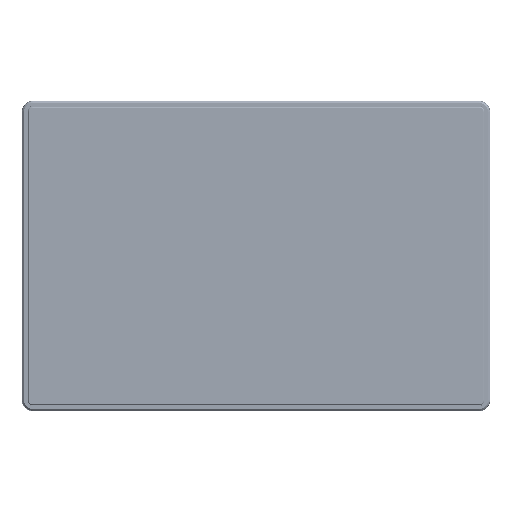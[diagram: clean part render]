
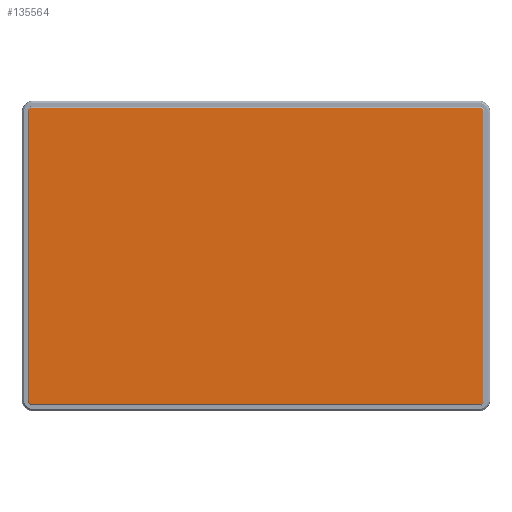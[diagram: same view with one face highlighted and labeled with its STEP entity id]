
A CAD part, front view. The second image highlights one B-rep face of the part: STEP entity #135564.
In plain terms, the highlighted face is planar.
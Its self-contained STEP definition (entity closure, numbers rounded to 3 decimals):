
#766 = CARTESIAN_POINT ( 'NONE',  ( 89., 2., -57.5 ) ) ;
#2807 = CARTESIAN_POINT ( 'NONE',  ( -89., 2., 57.5 ) ) ;
#8798 = CARTESIAN_POINT ( 'NONE',  ( -89., 2., -59.2 ) ) ;
#10570 = DIRECTION ( 'NONE',  ( 0., 1., 0. ) ) ;
#13427 = AXIS2_PLACEMENT_3D ( 'NONE', #766, #10570, #56484 ) ;
#21620 = CARTESIAN_POINT ( 'NONE',  ( 90.7, 2., -57.5 ) ) ;
#22024 = EDGE_CURVE ( 'NONE', #136832, #84154, #95005, .T. ) ;
#23361 = ORIENTED_EDGE ( 'NONE', *, *, #48623, .T. ) ;
#25452 = CIRCLE ( 'NONE', #13427, 1.7 ) ;
#26526 = CARTESIAN_POINT ( 'NONE',  ( 89., 2., 57.5 ) ) ;
#26687 = EDGE_CURVE ( 'NONE', #130916, #40657, #25452, .T. ) ;
#28259 = VECTOR ( 'NONE', #98158, 1000. ) ;
#28756 = VECTOR ( 'NONE', #54749, 1000. ) ;
#33185 = DIRECTION ( 'NONE',  ( 0., 1., 0. ) ) ;
#34874 = AXIS2_PLACEMENT_3D ( 'NONE', #2807, #139777, #137542 ) ;
#35159 = CARTESIAN_POINT ( 'NONE',  ( -90.7, 2., 57.5 ) ) ;
#40657 = VERTEX_POINT ( 'NONE', #76052 ) ;
#41464 = DIRECTION ( 'NONE',  ( 0., 1., 0. ) ) ;
#48623 = EDGE_CURVE ( 'NONE', #144362, #130916, #66046, .T. ) ;
#54389 = ORIENTED_EDGE ( 'NONE', *, *, #22024, .T. ) ;
#54749 = DIRECTION ( 'NONE',  ( 0., 0., -1. ) ) ;
#54889 = EDGE_CURVE ( 'NONE', #84154, #87675, #109444, .T. ) ;
#55774 = CARTESIAN_POINT ( 'NONE',  ( 89., 2., 57.5 ) ) ;
#56484 = DIRECTION ( 'NONE',  ( 0., 0., 1. ) ) ;
#56517 = DIRECTION ( 'NONE',  ( 0., 0., 1. ) ) ;
#61756 = ORIENTED_EDGE ( 'NONE', *, *, #144632, .T. ) ;
#64053 = DIRECTION ( 'NONE',  ( 0., 0., 1. ) ) ;
#64282 = CARTESIAN_POINT ( 'NONE',  ( 89., 2., 59.2 ) ) ;
#64475 = VERTEX_POINT ( 'NONE', #8798 ) ;
#66046 = LINE ( 'NONE', #21620, #28756 ) ;
#66765 = VECTOR ( 'NONE', #103655, 1000. ) ;
#71674 = EDGE_CURVE ( 'NONE', #64475, #95645, #109914, .T. ) ;
#73174 = DIRECTION ( 'NONE',  ( 0., 0., 1. ) ) ;
#76052 = CARTESIAN_POINT ( 'NONE',  ( 89., 2., -59.2 ) ) ;
#77409 = AXIS2_PLACEMENT_3D ( 'NONE', #55774, #33185, #56517 ) ;
#79592 = LINE ( 'NONE', #35159, #66765 ) ;
#80349 = VECTOR ( 'NONE', #139854, 1000. ) ;
#82248 = DIRECTION ( 'NONE',  ( 0., 1., 0. ) ) ;
#83721 = FACE_OUTER_BOUND ( 'NONE', #115660, .T. ) ;
#84154 = VERTEX_POINT ( 'NONE', #128419 ) ;
#84298 = CARTESIAN_POINT ( 'NONE',  ( -90.7, 2., 57.5 ) ) ;
#87488 = CARTESIAN_POINT ( 'NONE',  ( 89., 2., 59.2 ) ) ;
#87675 = VERTEX_POINT ( 'NONE', #87488 ) ;
#88536 = ORIENTED_EDGE ( 'NONE', *, *, #71674, .T. ) ;
#91592 = EDGE_CURVE ( 'NONE', #95645, #136832, #79592, .T. ) ;
#95005 = CIRCLE ( 'NONE', #34874, 1.7 ) ;
#95645 = VERTEX_POINT ( 'NONE', #121183 ) ;
#97178 = CARTESIAN_POINT ( 'NONE',  ( -89., 2., -57.5 ) ) ;
#98158 = DIRECTION ( 'NONE',  ( 1., 0., 0. ) ) ;
#100091 = AXIS2_PLACEMENT_3D ( 'NONE', #26526, #82248, #73174 ) ;
#103655 = DIRECTION ( 'NONE',  ( 0., 0., 1. ) ) ;
#106939 = EDGE_CURVE ( 'NONE', #40657, #64475, #139122, .T. ) ;
#109444 = LINE ( 'NONE', #64282, #28259 ) ;
#109914 = CIRCLE ( 'NONE', #131470, 1.7 ) ;
#115660 = EDGE_LOOP ( 'NONE', ( #54389, #135436, #61756, #23361, #121740, #115942, #88536, #137449 ) ) ;
#115942 = ORIENTED_EDGE ( 'NONE', *, *, #106939, .T. ) ;
#121183 = CARTESIAN_POINT ( 'NONE',  ( -90.7, 2., -57.5 ) ) ;
#121740 = ORIENTED_EDGE ( 'NONE', *, *, #26687, .T. ) ;
#126344 = CARTESIAN_POINT ( 'NONE',  ( -89., 2., -59.2 ) ) ;
#127885 = CIRCLE ( 'NONE', #77409, 1.7 ) ;
#128419 = CARTESIAN_POINT ( 'NONE',  ( -89., 2., 59.2 ) ) ;
#129600 = PLANE ( 'NONE',  #100091 ) ;
#130916 = VERTEX_POINT ( 'NONE', #147692 ) ;
#131470 = AXIS2_PLACEMENT_3D ( 'NONE', #97178, #41464, #64053 ) ;
#135436 = ORIENTED_EDGE ( 'NONE', *, *, #54889, .T. ) ;
#135564 = ADVANCED_FACE ( 'NONE', ( #83721 ), #129600, .T. ) ;
#136832 = VERTEX_POINT ( 'NONE', #84298 ) ;
#137449 = ORIENTED_EDGE ( 'NONE', *, *, #91592, .T. ) ;
#137542 = DIRECTION ( 'NONE',  ( 0., 0., 1. ) ) ;
#139122 = LINE ( 'NONE', #126344, #80349 ) ;
#139777 = DIRECTION ( 'NONE',  ( 0., 1., 0. ) ) ;
#139854 = DIRECTION ( 'NONE',  ( -1., 0., 0. ) ) ;
#141637 = CARTESIAN_POINT ( 'NONE',  ( 90.7, 2., 57.5 ) ) ;
#144362 = VERTEX_POINT ( 'NONE', #141637 ) ;
#144632 = EDGE_CURVE ( 'NONE', #87675, #144362, #127885, .T. ) ;
#147692 = CARTESIAN_POINT ( 'NONE',  ( 90.7, 2., -57.5 ) ) ;
